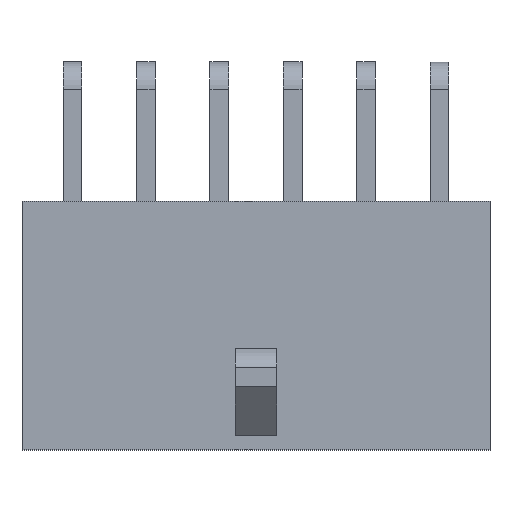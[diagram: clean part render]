
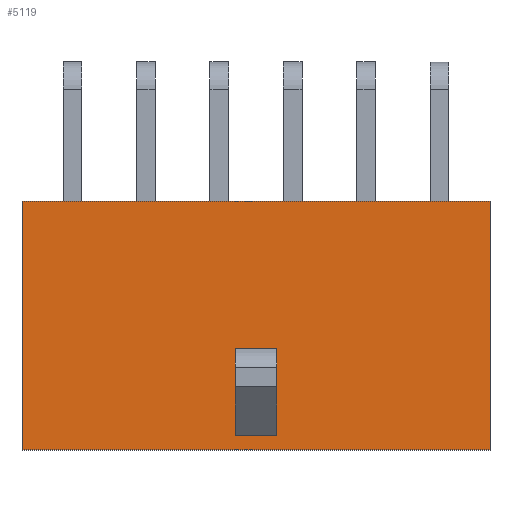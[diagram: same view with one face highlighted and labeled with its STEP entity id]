
A CAD part, top view. The second image highlights one B-rep face of the part: STEP entity #5119.
In plain terms, the highlighted face is planar.
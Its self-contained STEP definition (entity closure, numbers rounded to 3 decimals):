
#518=ORIENTED_EDGE('',*,*,#1665,.T.);
#519=ORIENTED_EDGE('',*,*,#1915,.F.);
#520=ORIENTED_EDGE('',*,*,#1718,.F.);
#521=ORIENTED_EDGE('',*,*,#1916,.T.);
#522=ORIENTED_EDGE('',*,*,#1882,.F.);
#523=ORIENTED_EDGE('',*,*,#1880,.F.);
#524=ORIENTED_EDGE('',*,*,#1878,.T.);
#525=ORIENTED_EDGE('',*,*,#1875,.T.);
#1665=EDGE_CURVE('',#2394,#2392,#2857,.T.);
#1718=EDGE_CURVE('',#2446,#2447,#2910,.T.);
#1875=EDGE_CURVE('',#2582,#2583,#3039,.T.);
#1878=EDGE_CURVE('',#2584,#2582,#3041,.T.);
#1880=EDGE_CURVE('',#2584,#2585,#3042,.T.);
#1882=EDGE_CURVE('',#2585,#2583,#3044,.T.);
#1915=EDGE_CURVE('',#2447,#2392,#3057,.T.);
#1916=EDGE_CURVE('',#2446,#2394,#3058,.T.);
#2392=VERTEX_POINT('',#7207);
#2394=VERTEX_POINT('',#7210);
#2446=VERTEX_POINT('',#7316);
#2447=VERTEX_POINT('',#7318);
#2582=VERTEX_POINT('',#7663);
#2583=VERTEX_POINT('',#7664);
#2584=VERTEX_POINT('',#7669);
#2585=VERTEX_POINT('',#7673);
#2857=LINE('',#7209,#3519);
#2910=LINE('',#7317,#3572);
#3039=LINE('',#7662,#3701);
#3041=LINE('',#7668,#3703);
#3042=LINE('',#7672,#3704);
#3044=LINE('',#7676,#3706);
#3057=LINE('',#7768,#3719);
#3058=LINE('',#7769,#3720);
#3519=VECTOR('',#5801,1000.);
#3572=VECTOR('',#5858,1000.);
#3701=VECTOR('',#6085,1000.);
#3703=VECTOR('',#6091,1000.);
#3704=VECTOR('',#6096,1000.);
#3706=VECTOR('',#6100,1000.);
#3719=VECTOR('',#6151,1000.);
#3720=VECTOR('',#6152,1000.);
#4221=EDGE_LOOP('',(#518,#519,#520,#521));
#4222=EDGE_LOOP('',(#522,#523,#524,#525));
#4557=FACE_BOUND('',#4221,.T.);
#4558=FACE_BOUND('',#4222,.T.);
#4840=PLANE('',#5481);
#5119=ADVANCED_FACE('',(#4557,#4558),#4840,.F.);
#5481=AXIS2_PLACEMENT_3D('',#7767,#6149,#6150);
#5801=DIRECTION('',(-1.,0.,0.));
#5858=DIRECTION('',(-1.,0.,0.));
#6085=DIRECTION('',(0.,0.,1.));
#6091=DIRECTION('',(1.,0.,0.));
#6096=DIRECTION('',(0.,0.,1.));
#6100=DIRECTION('',(1.,0.,0.));
#6149=DIRECTION('',(0.,-1.,0.));
#6150=DIRECTION('',(1.,0.,0.));
#6151=DIRECTION('',(0.,0.,-1.));
#6152=DIRECTION('',(0.,0.,-1.));
#7207=CARTESIAN_POINT('',(-7.97,2.99,0.));
#7209=CARTESIAN_POINT('',(7.97,2.99,0.));
#7210=CARTESIAN_POINT('',(7.97,2.99,0.));
#7316=CARTESIAN_POINT('',(7.97,2.99,8.46));
#7317=CARTESIAN_POINT('',(7.97,2.99,8.46));
#7318=CARTESIAN_POINT('',(-7.97,2.99,8.46));
#7662=CARTESIAN_POINT('',(0.7,2.99,5.02));
#7663=CARTESIAN_POINT('',(0.7,2.99,5.02));
#7664=CARTESIAN_POINT('',(0.7,2.99,7.97));
#7668=CARTESIAN_POINT('',(-0.7,2.99,5.02));
#7669=CARTESIAN_POINT('',(-0.7,2.99,5.02));
#7672=CARTESIAN_POINT('',(-0.7,2.99,5.02));
#7673=CARTESIAN_POINT('',(-0.7,2.99,7.97));
#7676=CARTESIAN_POINT('',(-0.7,2.99,7.97));
#7767=CARTESIAN_POINT('',(7.97,2.99,8.46));
#7768=CARTESIAN_POINT('',(-7.97,2.99,8.46));
#7769=CARTESIAN_POINT('',(7.97,2.99,8.46));
